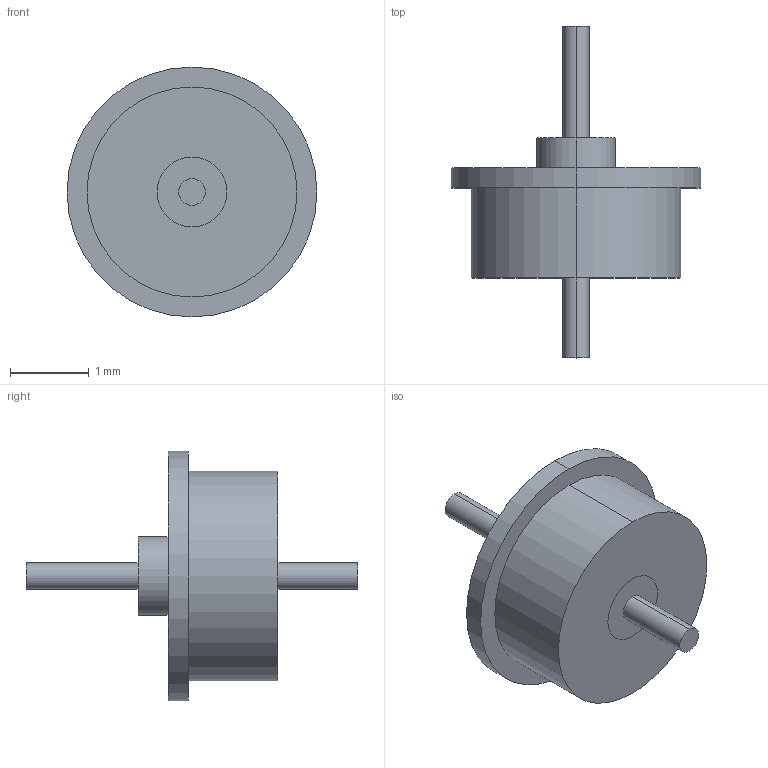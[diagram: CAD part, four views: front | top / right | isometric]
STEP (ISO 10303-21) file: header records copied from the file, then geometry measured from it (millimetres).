
FILE_DESCRIPTION (( 'STEP AP214' ), '1' );
FILE_NAME ('95019-1_defeature2.STEP', '2024-01-05T17:38:47', ( '' ), ( '' ), 'SwSTEP 2.0', 'SolidWorks 2020', '' );
FILE_SCHEMA (( 'AUTOMOTIVE_DESIGN' ));
Length unit declared in the file: inch
Products named in the file (1): 95019-1_defeature2
Bounding box: 3.17 x 4.22 x 3.17 mm (x, y, z)
Volume: 8.9 mm3; surface area: 31.7 mm2
Topology: 1 solids, 1 shells, 17 faces, 32 edges, 22 vertices
Faces by surface type: cylinder 10, plane 7
Entity records: 705 total; most frequent: DIRECTION 90, CARTESIAN_POINT 72, ORIENTED_EDGE 64, AXIS2_PLACEMENT_3D 40, EDGE_CURVE 32, CIRCLE 22, VERTEX_POINT 22, EDGE_LOOP 22
